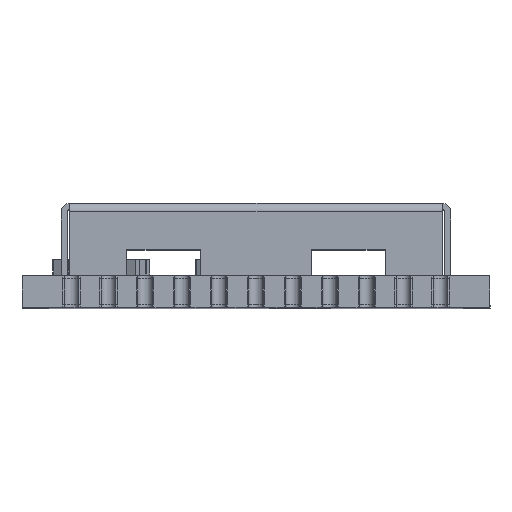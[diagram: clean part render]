
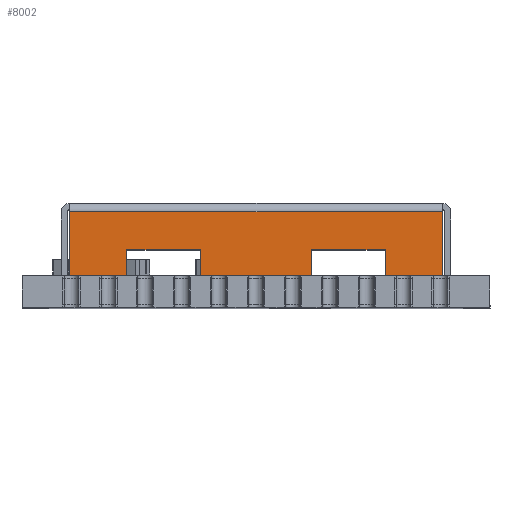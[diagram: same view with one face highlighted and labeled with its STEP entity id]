
A CAD part, top view. The second image highlights one B-rep face of the part: STEP entity #8002.
In plain terms, the highlighted planar face has unit normal (0, 0, 1).
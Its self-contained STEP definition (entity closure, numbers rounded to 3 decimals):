
#337 = DIRECTION ( 'NONE',  ( -1., 0., 0. ) ) ;
#722 = AXIS2_PLACEMENT_3D ( 'NONE', #32149, #25825, #337 ) ;
#1120 = CARTESIAN_POINT ( 'NONE',  ( 1.905, 1.094, 10.45 ) ) ;
#1155 = VECTOR ( 'NONE', #29295, 1000. ) ;
#1515 = VERTEX_POINT ( 'NONE', #8789 ) ;
#2740 = LINE ( 'NONE', #10493, #23959 ) ;
#2811 = ORIENTED_EDGE ( 'NONE', *, *, #17578, .F. ) ;
#3533 = CARTESIAN_POINT ( 'NONE',  ( -1.905, 1.994, 10.45 ) ) ;
#4104 = CARTESIAN_POINT ( 'NONE',  ( -4.445, 1.094, 10.45 ) ) ;
#4246 = LINE ( 'NONE', #11013, #34872 ) ;
#4406 = DIRECTION ( 'NONE',  ( 1., 0., 0. ) ) ;
#5588 = ORIENTED_EDGE ( 'NONE', *, *, #17517, .F. ) ;
#6427 = ORIENTED_EDGE ( 'NONE', *, *, #32520, .T. ) ;
#7064 = VERTEX_POINT ( 'NONE', #35543 ) ;
#8002 = ADVANCED_FACE ( 'NONE', ( #30305 ), #13475, .F. ) ;
#8337 = VECTOR ( 'NONE', #21591, 1000. ) ;
#8341 = CARTESIAN_POINT ( 'NONE',  ( -4.445, 26.138, 10.45 ) ) ;
#8370 = DIRECTION ( 'NONE',  ( 1., 0., 0. ) ) ;
#8789 = CARTESIAN_POINT ( 'NONE',  ( 6.4, 1.094, 10.45 ) ) ;
#10329 = LINE ( 'NONE', #20223, #38902 ) ;
#10493 = CARTESIAN_POINT ( 'NONE',  ( 1.905, 26.138, 10.45 ) ) ;
#10877 = DIRECTION ( 'NONE',  ( 1., 0., 0. ) ) ;
#11013 = CARTESIAN_POINT ( 'NONE',  ( -6.7, 1.994, 10.45 ) ) ;
#11043 = ORIENTED_EDGE ( 'NONE', *, *, #19442, .F. ) ;
#11518 = ORIENTED_EDGE ( 'NONE', *, *, #15441, .T. ) ;
#12244 = CARTESIAN_POINT ( 'NONE',  ( -6.4, 3.294, 10.45 ) ) ;
#12459 = LINE ( 'NONE', #12863, #1155 ) ;
#12863 = CARTESIAN_POINT ( 'NONE',  ( -6.7, 1.094, 10.45 ) ) ;
#13043 = EDGE_CURVE ( 'NONE', #26247, #28173, #2740, .T. ) ;
#13475 = PLANE ( 'NONE',  #722 ) ;
#14389 = LINE ( 'NONE', #8341, #38581 ) ;
#14788 = VERTEX_POINT ( 'NONE', #31761 ) ;
#14791 = ORIENTED_EDGE ( 'NONE', *, *, #36065, .T. ) ;
#14805 = ORIENTED_EDGE ( 'NONE', *, *, #37520, .T. ) ;
#14959 = LINE ( 'NONE', #35168, #30295 ) ;
#15441 = EDGE_CURVE ( 'NONE', #16146, #35292, #20137, .T. ) ;
#15717 = VECTOR ( 'NONE', #8370, 1000. ) ;
#15851 = CARTESIAN_POINT ( 'NONE',  ( 4.445, 1.994, 10.45 ) ) ;
#16146 = VERTEX_POINT ( 'NONE', #37557 ) ;
#16578 = EDGE_CURVE ( 'NONE', #35009, #18015, #4246, .T. ) ;
#16861 = DIRECTION ( 'NONE',  ( 0., 1., 0. ) ) ;
#17170 = LINE ( 'NONE', #24940, #8337 ) ;
#17517 = EDGE_CURVE ( 'NONE', #20176, #28036, #39642, .T. ) ;
#17578 = EDGE_CURVE ( 'NONE', #16146, #1515, #14959, .T. ) ;
#18015 = VERTEX_POINT ( 'NONE', #3533 ) ;
#18707 = LINE ( 'NONE', #24127, #15717 ) ;
#18827 = CARTESIAN_POINT ( 'NONE',  ( 4.445, 1.094, 10.45 ) ) ;
#19265 = ORIENTED_EDGE ( 'NONE', *, *, #13043, .F. ) ;
#19442 = EDGE_CURVE ( 'NONE', #7064, #35292, #22750, .T. ) ;
#20137 = LINE ( 'NONE', #28662, #26104 ) ;
#20176 = VERTEX_POINT ( 'NONE', #18827 ) ;
#20223 = CARTESIAN_POINT ( 'NONE',  ( -6.7, 1.994, 10.45 ) ) ;
#20997 = EDGE_LOOP ( 'NONE', ( #29559, #23182, #38479, #14805, #19265, #28558, #5588, #6427, #2811, #11518, #11043, #14791 ) ) ;
#21591 = DIRECTION ( 'NONE',  ( 0., 1., 0. ) ) ;
#22736 = DIRECTION ( 'NONE',  ( 0., -1., 0. ) ) ;
#22750 = LINE ( 'NONE', #32468, #34132 ) ;
#22910 = VECTOR ( 'NONE', #25524, 1000. ) ;
#23182 = ORIENTED_EDGE ( 'NONE', *, *, #16578, .T. ) ;
#23766 = CARTESIAN_POINT ( 'NONE',  ( -4.445, 1.994, 10.45 ) ) ;
#23905 = VECTOR ( 'NONE', #27979, 1000. ) ;
#23959 = VECTOR ( 'NONE', #38641, 1000. ) ;
#23967 = DIRECTION ( 'NONE',  ( 0., -1., 0. ) ) ;
#24093 = EDGE_CURVE ( 'NONE', #14788, #18015, #17170, .T. ) ;
#24127 = CARTESIAN_POINT ( 'NONE',  ( -6.7, 1.094, 10.45 ) ) ;
#24940 = CARTESIAN_POINT ( 'NONE',  ( -1.905, 26.138, 10.45 ) ) ;
#25121 = CARTESIAN_POINT ( 'NONE',  ( 4.445, 26.138, 10.45 ) ) ;
#25524 = DIRECTION ( 'NONE',  ( 0., 1., 0. ) ) ;
#25825 = DIRECTION ( 'NONE',  ( 0., 0., -1. ) ) ;
#26104 = VECTOR ( 'NONE', #31844, 1000. ) ;
#26247 = VERTEX_POINT ( 'NONE', #29848 ) ;
#27979 = DIRECTION ( 'NONE',  ( 1., 0., 0. ) ) ;
#28036 = VERTEX_POINT ( 'NONE', #15851 ) ;
#28173 = VERTEX_POINT ( 'NONE', #1120 ) ;
#28558 = ORIENTED_EDGE ( 'NONE', *, *, #37767, .T. ) ;
#28662 = CARTESIAN_POINT ( 'NONE',  ( -6.7, 3.294, 10.45 ) ) ;
#29295 = DIRECTION ( 'NONE',  ( 1., 0., 0. ) ) ;
#29559 = ORIENTED_EDGE ( 'NONE', *, *, #39967, .F. ) ;
#29848 = CARTESIAN_POINT ( 'NONE',  ( 1.905, 1.994, 10.45 ) ) ;
#30295 = VECTOR ( 'NONE', #22736, 1000. ) ;
#30305 = FACE_OUTER_BOUND ( 'NONE', #20997, .T. ) ;
#31761 = CARTESIAN_POINT ( 'NONE',  ( -1.905, 1.094, 10.45 ) ) ;
#31844 = DIRECTION ( 'NONE',  ( -1., 0., 0. ) ) ;
#32149 = CARTESIAN_POINT ( 'NONE',  ( -6.7, 26.138, 10.45 ) ) ;
#32468 = CARTESIAN_POINT ( 'NONE',  ( -6.4, 26.138, 10.45 ) ) ;
#32520 = EDGE_CURVE ( 'NONE', #20176, #1515, #40628, .T. ) ;
#34132 = VECTOR ( 'NONE', #16861, 1000. ) ;
#34872 = VECTOR ( 'NONE', #10877, 1000. ) ;
#35009 = VERTEX_POINT ( 'NONE', #23766 ) ;
#35168 = CARTESIAN_POINT ( 'NONE',  ( 6.4, 26.138, 10.45 ) ) ;
#35292 = VERTEX_POINT ( 'NONE', #12244 ) ;
#35543 = CARTESIAN_POINT ( 'NONE',  ( -6.4, 1.094, 10.45 ) ) ;
#36065 = EDGE_CURVE ( 'NONE', #7064, #37249, #12459, .T. ) ;
#37249 = VERTEX_POINT ( 'NONE', #4104 ) ;
#37520 = EDGE_CURVE ( 'NONE', #14788, #28173, #18707, .T. ) ;
#37557 = CARTESIAN_POINT ( 'NONE',  ( 6.4, 3.294, 10.45 ) ) ;
#37767 = EDGE_CURVE ( 'NONE', #26247, #28036, #10329, .T. ) ;
#38479 = ORIENTED_EDGE ( 'NONE', *, *, #24093, .F. ) ;
#38581 = VECTOR ( 'NONE', #23967, 1000. ) ;
#38641 = DIRECTION ( 'NONE',  ( 0., -1., 0. ) ) ;
#38902 = VECTOR ( 'NONE', #4406, 1000. ) ;
#39642 = LINE ( 'NONE', #25121, #22910 ) ;
#39967 = EDGE_CURVE ( 'NONE', #35009, #37249, #14389, .T. ) ;
#40625 = CARTESIAN_POINT ( 'NONE',  ( -6.7, 1.094, 10.45 ) ) ;
#40628 = LINE ( 'NONE', #40625, #23905 ) ;
